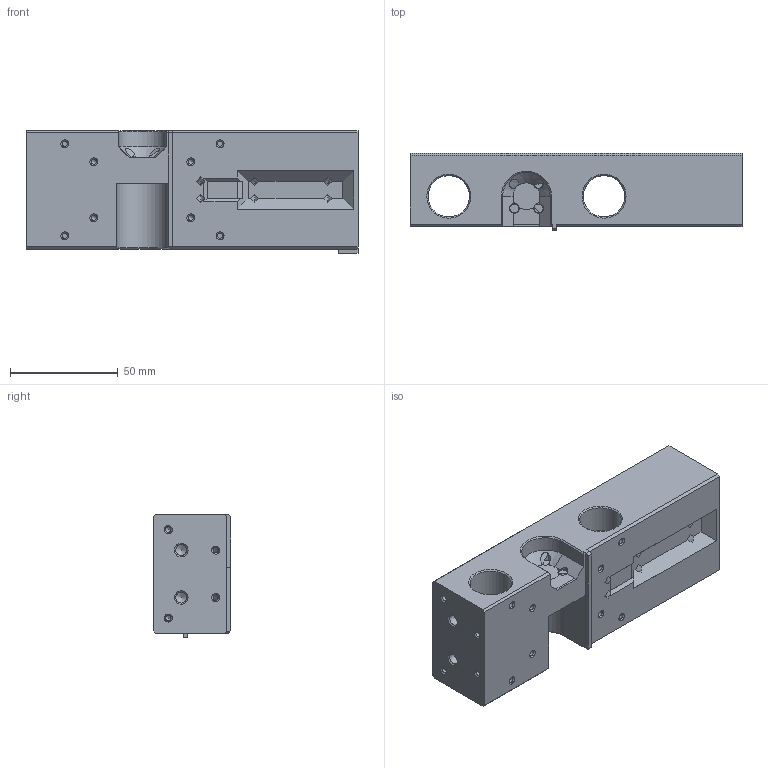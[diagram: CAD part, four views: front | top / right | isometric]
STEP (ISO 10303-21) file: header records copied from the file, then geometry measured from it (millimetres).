
FILE_DESCRIPTION(('FreeCAD Model'),'2;1');
FILE_NAME('Open CASCADE Shape Model','2021-09-16T20:20:11',('Author'),( ''),'Open CASCADE STEP processor 7.5','FreeCAD','Unknown');
FILE_SCHEMA(('AUTOMOTIVE_DESIGN { 1 0 10303 214 1 1 1 1 }'));
Length unit declared in the file: millimetre
Products named in the file (1): X-Sled_Backplate
Bounding box: 154 x 36 x 57 mm (x, y, z)
Surface area: 42558.8 mm2 (no closed solid volume)
Topology: 0 solids, 1 shells, 195 faces, 522 edges, 316 vertices
Faces by surface type: plane 87, cone 67, cylinder 41
Full cylindrical faces by diameter (mm): 2.5 x21, 4.5 x3, 5.1 x4, 12.4 x1, 19.2 x4, 22.2 x2
Entity records: 15251 total; most frequent: CARTESIAN_POINT 4996, DIRECTION 1961, LINE 1206, VECTOR 1206, ORIENTED_EDGE 1002, PCURVE 1002, DEFINITIONAL_REPRESENTATION 1002, EDGE_CURVE 501
